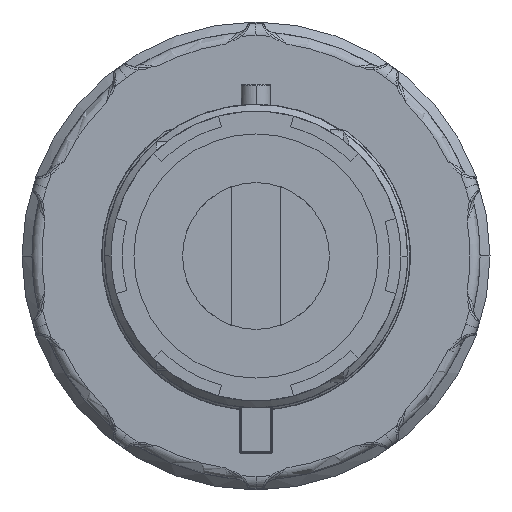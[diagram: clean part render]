
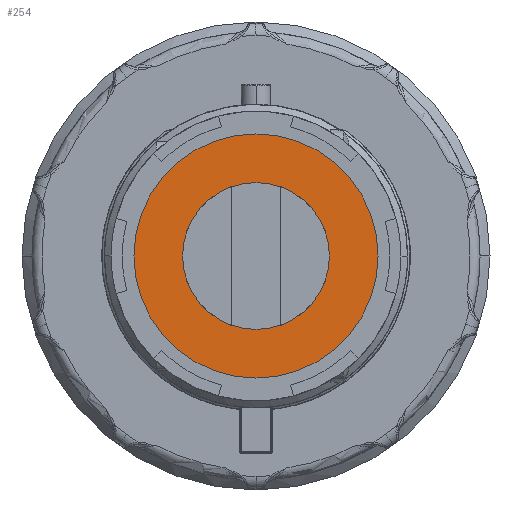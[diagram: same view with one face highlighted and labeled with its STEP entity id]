
A CAD part, front view. The second image highlights one B-rep face of the part: STEP entity #254.
In plain terms, the highlighted planar face has unit normal (0, -1, 0).
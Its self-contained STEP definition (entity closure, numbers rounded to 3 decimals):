
#254 = ADVANCED_FACE ( 'NONE', ( #22265, #33676 ), #1220, .F. ) ;
#725 = EDGE_CURVE ( 'NONE', #29355, #6415, #11991, .T. ) ;
#1159 = DIRECTION ( 'NONE',  ( -1., 0., 0. ) ) ;
#1220 = PLANE ( 'NONE',  #3315 ) ;
#3012 = DIRECTION ( 'NONE',  ( 0., -1., 0. ) ) ;
#3315 = AXIS2_PLACEMENT_3D ( 'NONE', #13388, #25157, #24775 ) ;
#5734 = CARTESIAN_POINT ( 'NONE',  ( 0., -195.73, 0. ) ) ;
#6415 = VERTEX_POINT ( 'NONE', #24150 ) ;
#6696 = AXIS2_PLACEMENT_3D ( 'NONE', #13827, #19232, #25782 ) ;
#7371 = CARTESIAN_POINT ( 'NONE',  ( -14.75, -195.73, 0. ) ) ;
#8051 = EDGE_CURVE ( 'NONE', #19932, #11803, #28921, .T. ) ;
#8123 = ORIENTED_EDGE ( 'NONE', *, *, #27675, .T. ) ;
#8494 = ORIENTED_EDGE ( 'NONE', *, *, #8051, .F. ) ;
#11070 = AXIS2_PLACEMENT_3D ( 'NONE', #5734, #26392, #17500 ) ;
#11803 = VERTEX_POINT ( 'NONE', #15948 ) ;
#11991 = CIRCLE ( 'NONE', #16313, 24.52 ) ;
#12291 = EDGE_LOOP ( 'NONE', ( #21552, #8494 ) ) ;
#13388 = CARTESIAN_POINT ( 'NONE',  ( 0., -195.73, -11.972 ) ) ;
#13637 = AXIS2_PLACEMENT_3D ( 'NONE', #33151, #3012, #15353 ) ;
#13827 = CARTESIAN_POINT ( 'NONE',  ( 0., -195.73, 0. ) ) ;
#15353 = DIRECTION ( 'NONE',  ( 1., 0., 0. ) ) ;
#15948 = CARTESIAN_POINT ( 'NONE',  ( 14.75, -195.73, 0. ) ) ;
#16313 = AXIS2_PLACEMENT_3D ( 'NONE', #27419, #33041, #1159 ) ;
#17500 = DIRECTION ( 'NONE',  ( -1., 0., 0. ) ) ;
#17779 = ORIENTED_EDGE ( 'NONE', *, *, #725, .T. ) ;
#19232 = DIRECTION ( 'NONE',  ( 0., -1., 0. ) ) ;
#19932 = VERTEX_POINT ( 'NONE', #7371 ) ;
#20994 = CIRCLE ( 'NONE', #13637, 14.75 ) ;
#21552 = ORIENTED_EDGE ( 'NONE', *, *, #31180, .F. ) ;
#22265 = FACE_BOUND ( 'NONE', #12291, .T. ) ;
#24026 = EDGE_LOOP ( 'NONE', ( #8123, #17779 ) ) ;
#24150 = CARTESIAN_POINT ( 'NONE',  ( 24.52, -195.73, 0. ) ) ;
#24340 = CARTESIAN_POINT ( 'NONE',  ( -24.52, -195.73, 0. ) ) ;
#24775 = DIRECTION ( 'NONE',  ( 1., 0., 0. ) ) ;
#25157 = DIRECTION ( 'NONE',  ( 0., 1., 0. ) ) ;
#25782 = DIRECTION ( 'NONE',  ( 1., 0., 0. ) ) ;
#26392 = DIRECTION ( 'NONE',  ( 0., -1., 0. ) ) ;
#27419 = CARTESIAN_POINT ( 'NONE',  ( 0., -195.73, 0. ) ) ;
#27675 = EDGE_CURVE ( 'NONE', #6415, #29355, #27726, .T. ) ;
#27726 = CIRCLE ( 'NONE', #11070, 24.52 ) ;
#28921 = CIRCLE ( 'NONE', #6696, 14.75 ) ;
#29355 = VERTEX_POINT ( 'NONE', #24340 ) ;
#31180 = EDGE_CURVE ( 'NONE', #11803, #19932, #20994, .T. ) ;
#33041 = DIRECTION ( 'NONE',  ( 0., -1., 0. ) ) ;
#33151 = CARTESIAN_POINT ( 'NONE',  ( 0., -195.73, 0. ) ) ;
#33676 = FACE_OUTER_BOUND ( 'NONE', #24026, .T. ) ;
